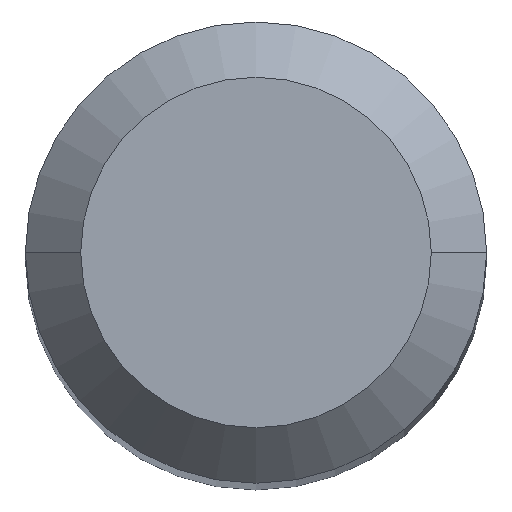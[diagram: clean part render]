
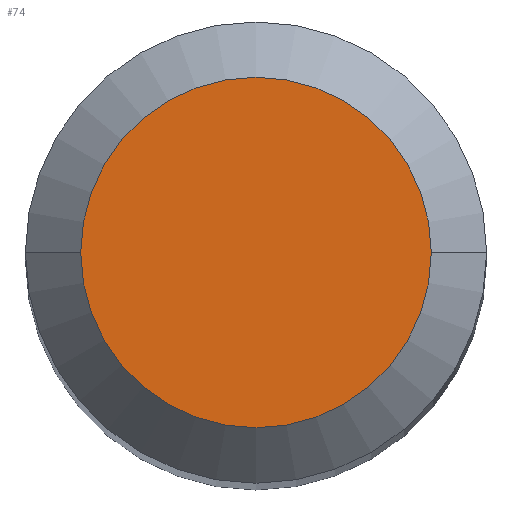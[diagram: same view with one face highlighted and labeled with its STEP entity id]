
A CAD part, top view. The second image highlights one B-rep face of the part: STEP entity #74.
In plain terms, the highlighted planar face has unit normal (0, 0, 1).
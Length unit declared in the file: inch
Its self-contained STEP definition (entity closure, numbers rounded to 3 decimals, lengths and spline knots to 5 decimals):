
#74 = ADVANCED_FACE ( 'NONE', ( #167 ), #314, .F. ) ;
#76 = VERTEX_POINT ( 'NONE', #302 ) ;
#124 = DIRECTION ( 'NONE',  ( 0., 0., 1. ) ) ;
#132 = EDGE_CURVE ( 'NONE', #76, #219, #183, .T. ) ;
#134 = CARTESIAN_POINT ( 'NONE',  ( 0., 0., 0. ) ) ;
#158 = DIRECTION ( 'NONE',  ( 0., 0., -1. ) ) ;
#167 = FACE_OUTER_BOUND ( 'NONE', #227, .T. ) ;
#174 = DIRECTION ( 'NONE',  ( 0., 0., 1. ) ) ;
#175 = AXIS2_PLACEMENT_3D ( 'NONE', #134, #174, #361 ) ;
#183 = CIRCLE ( 'NONE', #465, 0.0475 ) ;
#206 = CARTESIAN_POINT ( 'NONE',  ( -0.0475, 0., 0. ) ) ;
#219 = VERTEX_POINT ( 'NONE', #206 ) ;
#227 = EDGE_LOOP ( 'NONE', ( #367, #291 ) ) ;
#232 = CIRCLE ( 'NONE', #175, 0.0475 ) ;
#237 = CARTESIAN_POINT ( 'NONE',  ( 0., 0.0475, 0. ) ) ;
#240 = CARTESIAN_POINT ( 'NONE',  ( 0., 0., 0. ) ) ;
#280 = AXIS2_PLACEMENT_3D ( 'NONE', #237, #158, #343 ) ;
#291 = ORIENTED_EDGE ( 'NONE', *, *, #132, .T. ) ;
#301 = EDGE_CURVE ( 'NONE', #219, #76, #232, .T. ) ;
#302 = CARTESIAN_POINT ( 'NONE',  ( 0.0475, 0., 0. ) ) ;
#314 = PLANE ( 'NONE',  #280 ) ;
#343 = DIRECTION ( 'NONE',  ( -1., 0., 0. ) ) ;
#347 = DIRECTION ( 'NONE',  ( 1., 0., 0. ) ) ;
#361 = DIRECTION ( 'NONE',  ( 1., 0., 0. ) ) ;
#367 = ORIENTED_EDGE ( 'NONE', *, *, #301, .T. ) ;
#465 = AXIS2_PLACEMENT_3D ( 'NONE', #240, #124, #347 ) ;
